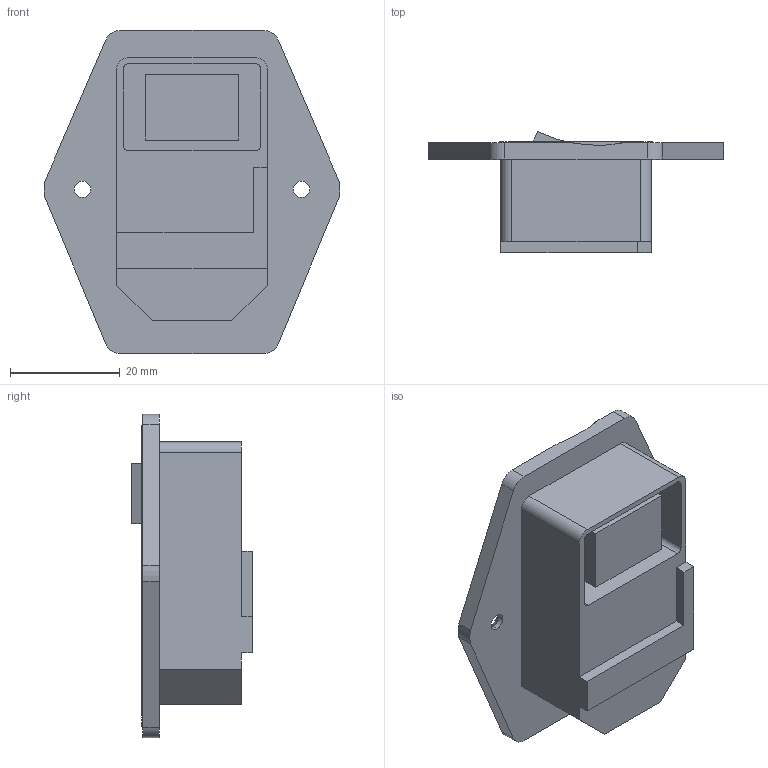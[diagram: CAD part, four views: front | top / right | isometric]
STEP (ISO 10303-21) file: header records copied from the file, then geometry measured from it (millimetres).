
FILE_DESCRIPTION (( 'STEP AP214' ), '1' );
FILE_NAME ('V8_AC switch_1.STEP', '2020-07-20T12:31:57', ( '' ), ( '' ), 'SwSTEP 2.0', 'SolidWorks 2019', '' );
FILE_SCHEMA (( 'AUTOMOTIVE_DESIGN' ));
Length unit declared in the file: millimetre
Products named in the file (1): V8_AC switch_1
Bounding box: 53.96 x 22.05 x 59 mm (x, y, z)
Volume: 17504.1 mm3; surface area: 11914.5 mm2
Topology: 1 solids, 1 shells, 130 faces, 333 edges, 211 vertices
Faces by surface type: plane 93, cylinder 29, cone 4, torus 4
Entity records: 5366 total; most frequent: CARTESIAN_POINT 689, ORIENTED_EDGE 666, DIRECTION 661, EDGE_CURVE 333, LINE 263, VECTOR 263, VERTEX_POINT 211, AXIS2_PLACEMENT_3D 199
